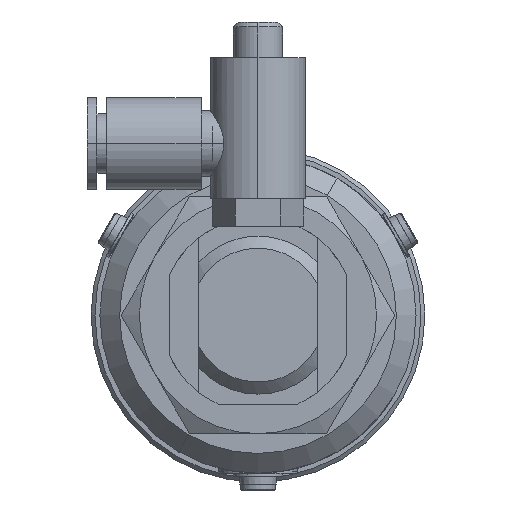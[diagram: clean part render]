
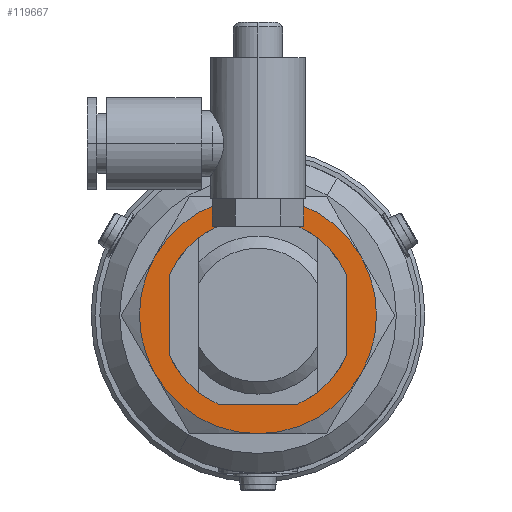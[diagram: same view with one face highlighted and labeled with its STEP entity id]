
A CAD part, front view. The second image highlights one B-rep face of the part: STEP entity #119667.
In plain terms, the highlighted face is planar.
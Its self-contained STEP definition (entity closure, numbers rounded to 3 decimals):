
#854 = CIRCLE ( 'NONE', #33442, 8. ) ;
#1801 = DIRECTION ( 'NONE',  ( -1., 0., 0. ) ) ;
#3122 = DIRECTION ( 'NONE',  ( 0., 0., 1. ) ) ;
#4552 = AXIS2_PLACEMENT_3D ( 'NONE', #34080, #81940, #103258 ) ;
#9110 = ORIENTED_EDGE ( 'NONE', *, *, #26280, .T. ) ;
#10354 = ORIENTED_EDGE ( 'NONE', *, *, #118868, .F. ) ;
#11265 = DIRECTION ( 'NONE',  ( -1., 0., 0. ) ) ;
#13752 = EDGE_CURVE ( 'NONE', #27020, #47477, #63154, .T. ) ;
#13860 = DIRECTION ( 'NONE',  ( -1., 0., 0. ) ) ;
#19507 = DIRECTION ( 'NONE',  ( 0., 0., 1. ) ) ;
#25399 = CIRCLE ( 'NONE', #34550, 8. ) ;
#25647 = ORIENTED_EDGE ( 'NONE', *, *, #103396, .F. ) ;
#26280 = EDGE_CURVE ( 'NONE', #51478, #35109, #25399, .T. ) ;
#26341 = EDGE_LOOP ( 'NONE', ( #62823, #10354, #44461, #115850, #25647, #76661 ) ) ;
#27020 = VERTEX_POINT ( 'NONE', #97858 ) ;
#27713 = FACE_BOUND ( 'NONE', #56861, .T. ) ;
#31326 = CARTESIAN_POINT ( 'NONE',  ( 0., 13.856, -8. ) ) ;
#32336 = AXIS2_PLACEMENT_3D ( 'NONE', #43716, #102230, #53950 ) ;
#33442 = AXIS2_PLACEMENT_3D ( 'NONE', #99713, #50981, #49755 ) ;
#33465 = AXIS2_PLACEMENT_3D ( 'NONE', #42028, #3122, #71456 ) ;
#34080 = CARTESIAN_POINT ( 'NONE',  ( 0., 0., -8. ) ) ;
#34550 = AXIS2_PLACEMENT_3D ( 'NONE', #40385, #59995, #11265 ) ;
#35109 = VERTEX_POINT ( 'NONE', #94217 ) ;
#37948 = DIRECTION ( 'NONE',  ( -1., 0., 0. ) ) ;
#38471 = EDGE_CURVE ( 'NONE', #35109, #51478, #854, .T. ) ;
#38821 = CIRCLE ( 'NONE', #58962, 12. ) ;
#39501 = PLANE ( 'NONE',  #77131 ) ;
#40385 = CARTESIAN_POINT ( 'NONE',  ( 0., 0., -8. ) ) ;
#40492 = CARTESIAN_POINT ( 'NONE',  ( -12., 0., -8. ) ) ;
#41115 = EDGE_CURVE ( 'NONE', #67035, #94413, #52613, .T. ) ;
#42028 = CARTESIAN_POINT ( 'NONE',  ( 0., 0., -8. ) ) ;
#43716 = CARTESIAN_POINT ( 'NONE',  ( 0., 0., -8. ) ) ;
#44461 = ORIENTED_EDGE ( 'NONE', *, *, #117447, .F. ) ;
#45048 = CARTESIAN_POINT ( 'NONE',  ( 6., 10.392, -8. ) ) ;
#47477 = VERTEX_POINT ( 'NONE', #91632 ) ;
#48587 = CARTESIAN_POINT ( 'NONE',  ( 0., 0., -8. ) ) ;
#49755 = DIRECTION ( 'NONE',  ( -1., 0., 0. ) ) ;
#50657 = CIRCLE ( 'NONE', #33465, 12. ) ;
#50981 = DIRECTION ( 'NONE',  ( 0., 0., 1. ) ) ;
#51478 = VERTEX_POINT ( 'NONE', #59182 ) ;
#52251 = FACE_OUTER_BOUND ( 'NONE', #26341, .T. ) ;
#52613 = CIRCLE ( 'NONE', #32336, 12. ) ;
#53950 = DIRECTION ( 'NONE',  ( 1., 0., 0. ) ) ;
#56861 = EDGE_LOOP ( 'NONE', ( #102780, #9110 ) ) ;
#58494 = CARTESIAN_POINT ( 'NONE',  ( 0., 0., -8. ) ) ;
#58962 = AXIS2_PLACEMENT_3D ( 'NONE', #58494, #78978, #98210 ) ;
#59182 = CARTESIAN_POINT ( 'NONE',  ( -8., 0., -8. ) ) ;
#59995 = DIRECTION ( 'NONE',  ( 0., 0., 1. ) ) ;
#60353 = DIRECTION ( 'NONE',  ( 0., 0., -1. ) ) ;
#62303 = AXIS2_PLACEMENT_3D ( 'NONE', #48587, #19507, #37948 ) ;
#62823 = ORIENTED_EDGE ( 'NONE', *, *, #65428, .F. ) ;
#63154 = CIRCLE ( 'NONE', #4552, 12. ) ;
#65428 = EDGE_CURVE ( 'NONE', #91124, #27020, #50657, .T. ) ;
#67035 = VERTEX_POINT ( 'NONE', #115264 ) ;
#71456 = DIRECTION ( 'NONE',  ( -1., 0., 0. ) ) ;
#71985 = DIRECTION ( 'NONE',  ( 0., 0., 1. ) ) ;
#76661 = ORIENTED_EDGE ( 'NONE', *, *, #13752, .F. ) ;
#77131 = AXIS2_PLACEMENT_3D ( 'NONE', #31326, #60353, #1801 ) ;
#78978 = DIRECTION ( 'NONE',  ( 0., 0., 1. ) ) ;
#81940 = DIRECTION ( 'NONE',  ( 0., 0., 1. ) ) ;
#91124 = VERTEX_POINT ( 'NONE', #40492 ) ;
#91412 = VERTEX_POINT ( 'NONE', #122429 ) ;
#91632 = CARTESIAN_POINT ( 'NONE',  ( 6., -10.392, -8. ) ) ;
#94217 = CARTESIAN_POINT ( 'NONE',  ( 8., 0., -8. ) ) ;
#94413 = VERTEX_POINT ( 'NONE', #45048 ) ;
#97858 = CARTESIAN_POINT ( 'NONE',  ( -6., -10.392, -8. ) ) ;
#98210 = DIRECTION ( 'NONE',  ( -1., 0., 0. ) ) ;
#99713 = CARTESIAN_POINT ( 'NONE',  ( 0., 0., -8. ) ) ;
#102230 = DIRECTION ( 'NONE',  ( 0., 0., 1. ) ) ;
#102780 = ORIENTED_EDGE ( 'NONE', *, *, #38471, .T. ) ;
#103258 = DIRECTION ( 'NONE',  ( -1., 0., 0. ) ) ;
#103396 = EDGE_CURVE ( 'NONE', #47477, #67035, #117852, .T. ) ;
#115264 = CARTESIAN_POINT ( 'NONE',  ( 12., 0., -8. ) ) ;
#115850 = ORIENTED_EDGE ( 'NONE', *, *, #41115, .F. ) ;
#116481 = CIRCLE ( 'NONE', #118822, 12. ) ;
#117447 = EDGE_CURVE ( 'NONE', #94413, #91412, #38821, .T. ) ;
#117852 = CIRCLE ( 'NONE', #62303, 12. ) ;
#118822 = AXIS2_PLACEMENT_3D ( 'NONE', #120283, #71985, #13860 ) ;
#118868 = EDGE_CURVE ( 'NONE', #91412, #91124, #116481, .T. ) ;
#119667 = ADVANCED_FACE ( 'NONE', ( #52251, #27713 ), #39501, .T. ) ;
#120283 = CARTESIAN_POINT ( 'NONE',  ( 0., 0., -8. ) ) ;
#122429 = CARTESIAN_POINT ( 'NONE',  ( -6., 10.392, -8. ) ) ;
